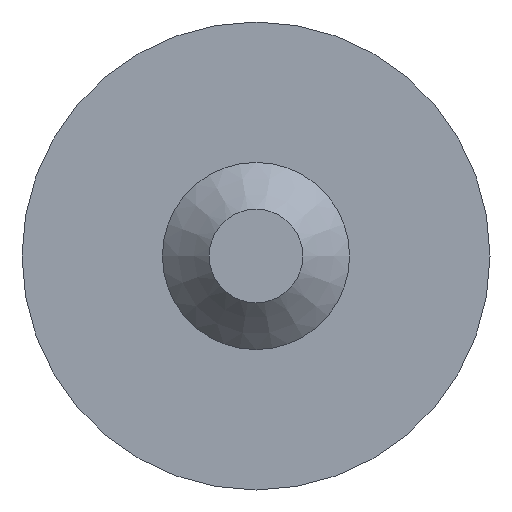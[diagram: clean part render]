
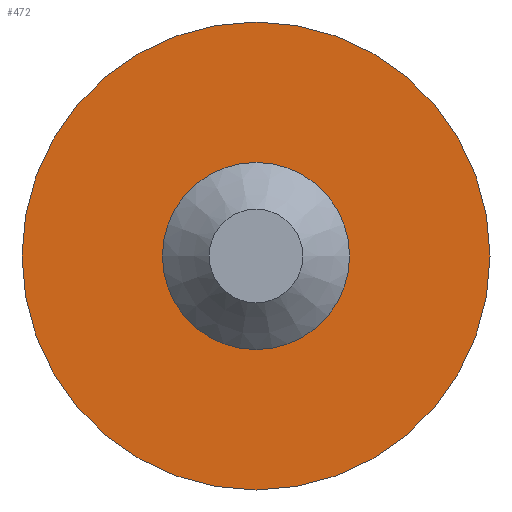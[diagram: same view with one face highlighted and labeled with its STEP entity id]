
A CAD part, left-side view. The second image highlights one B-rep face of the part: STEP entity #472.
In plain terms, the highlighted planar face has unit normal (-1, 0, 0).
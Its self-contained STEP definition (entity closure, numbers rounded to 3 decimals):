
#24=FACE_BOUND('',#98,.T.);
#34=CIRCLE('',#529,5.);
#38=CIRCLE('',#535,2.);
#67=FACE_OUTER_BOUND('',#97,.T.);
#97=EDGE_LOOP('',(#420));
#98=EDGE_LOOP('',(#421));
#228=VERTEX_POINT('',#832);
#232=VERTEX_POINT('',#844);
#289=EDGE_CURVE('',#228,#228,#34,.T.);
#295=EDGE_CURVE('',#232,#232,#38,.T.);
#420=ORIENTED_EDGE('',*,*,#289,.F.);
#421=ORIENTED_EDGE('',*,*,#295,.T.);
#443=PLANE('',#537);
#472=ADVANCED_FACE('',(#67,#24),#443,.F.);
#529=AXIS2_PLACEMENT_3D('',#834,#652,#653);
#535=AXIS2_PLACEMENT_3D('',#846,#666,#667);
#537=AXIS2_PLACEMENT_3D('',#848,#670,#671);
#652=DIRECTION('center_axis',(1.,0.,0.));
#653=DIRECTION('ref_axis',(0.,1.,0.));
#666=DIRECTION('center_axis',(1.,0.,0.));
#667=DIRECTION('ref_axis',(0.,1.,0.));
#670=DIRECTION('center_axis',(1.,0.,0.));
#671=DIRECTION('ref_axis',(0.,0.,-1.));
#832=CARTESIAN_POINT('',(0.,-5.,0.));
#834=CARTESIAN_POINT('Origin',(0.,0.,0.));
#844=CARTESIAN_POINT('',(0.,-2.,0.));
#846=CARTESIAN_POINT('Origin',(0.,0.,0.));
#848=CARTESIAN_POINT('Origin',(0.,0.,0.));
